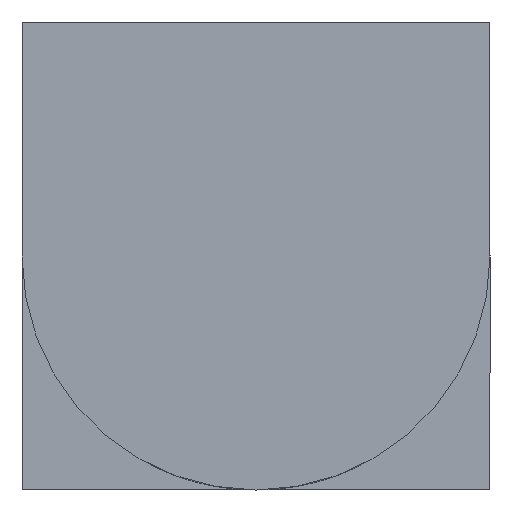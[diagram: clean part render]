
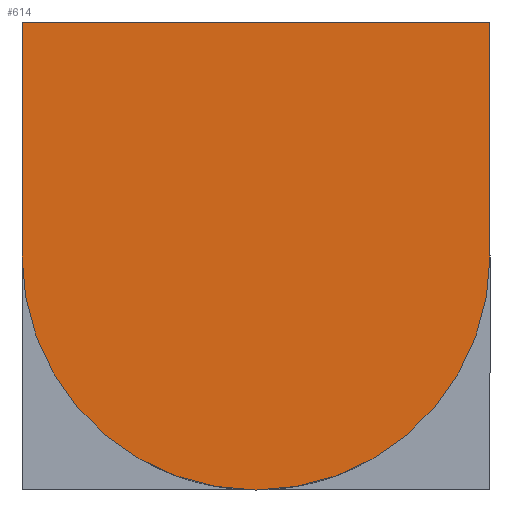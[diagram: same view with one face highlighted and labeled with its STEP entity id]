
A CAD part, front view. The second image highlights one B-rep face of the part: STEP entity #614.
In plain terms, the highlighted planar face has unit normal (0, -1, 0).
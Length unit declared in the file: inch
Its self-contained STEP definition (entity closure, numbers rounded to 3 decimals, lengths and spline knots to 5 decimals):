
#11 = DIRECTION ( 'NONE',  ( 0., 1., 0. ) ) ;
#20 = EDGE_CURVE ( 'NONE', #74, #486, #155, .T. ) ;
#46 = CARTESIAN_POINT ( 'NONE',  ( 0., -4.875, -0.125 ) ) ;
#69 = ORIENTED_EDGE ( 'NONE', *, *, #685, .F. ) ;
#74 = VERTEX_POINT ( 'NONE', #298 ) ;
#75 = DIRECTION ( 'NONE',  ( 0., 0., -1. ) ) ;
#96 = LINE ( 'NONE', #414, #725 ) ;
#108 = AXIS2_PLACEMENT_3D ( 'NONE', #455, #524, #150 ) ;
#124 = CARTESIAN_POINT ( 'NONE',  ( 0.125, -4.875, -0.125 ) ) ;
#132 = VECTOR ( 'NONE', #75, 39.37008 ) ;
#142 = CARTESIAN_POINT ( 'NONE',  ( 0.125, -4.875, 0. ) ) ;
#145 = VECTOR ( 'NONE', #749, 39.37008 ) ;
#146 = LINE ( 'NONE', #506, #145 ) ;
#150 = DIRECTION ( 'NONE',  ( 0., 0., -1. ) ) ;
#155 = CIRCLE ( 'NONE', #260, 0.125 ) ;
#192 = CARTESIAN_POINT ( 'NONE',  ( -0.125, -4.875, 0. ) ) ;
#212 = EDGE_CURVE ( 'NONE', #486, #465, #96, .T. ) ;
#214 = PLANE ( 'NONE',  #108 ) ;
#241 = VERTEX_POINT ( 'NONE', #707 ) ;
#250 = CIRCLE ( 'NONE', #452, 0.125 ) ;
#251 = CARTESIAN_POINT ( 'NONE',  ( 0., -4.875, -0.125 ) ) ;
#260 = AXIS2_PLACEMENT_3D ( 'NONE', #251, #11, #492 ) ;
#292 = VERTEX_POINT ( 'NONE', #124 ) ;
#298 = CARTESIAN_POINT ( 'NONE',  ( 0., -4.875, -0.25 ) ) ;
#328 = ORIENTED_EDGE ( 'NONE', *, *, #212, .F. ) ;
#381 = ORIENTED_EDGE ( 'NONE', *, *, #459, .F. ) ;
#404 = ORIENTED_EDGE ( 'NONE', *, *, #20, .F. ) ;
#414 = CARTESIAN_POINT ( 'NONE',  ( -0.125, -4.875, -0.125 ) ) ;
#452 = AXIS2_PLACEMENT_3D ( 'NONE', #46, #770, #712 ) ;
#455 = CARTESIAN_POINT ( 'NONE',  ( 0., -4.875, -0.125 ) ) ;
#459 = EDGE_CURVE ( 'NONE', #465, #241, #146, .T. ) ;
#465 = VERTEX_POINT ( 'NONE', #192 ) ;
#486 = VERTEX_POINT ( 'NONE', #494 ) ;
#492 = DIRECTION ( 'NONE',  ( 0., 0., -1. ) ) ;
#494 = CARTESIAN_POINT ( 'NONE',  ( -0.125, -4.875, -0.125 ) ) ;
#499 = EDGE_CURVE ( 'NONE', #241, #292, #744, .T. ) ;
#506 = CARTESIAN_POINT ( 'NONE',  ( -0.125, -4.875, 0. ) ) ;
#514 = FACE_OUTER_BOUND ( 'NONE', #566, .T. ) ;
#524 = DIRECTION ( 'NONE',  ( 0., -1., 0. ) ) ;
#566 = EDGE_LOOP ( 'NONE', ( #69, #570, #381, #328, #404 ) ) ;
#570 = ORIENTED_EDGE ( 'NONE', *, *, #499, .F. ) ;
#581 = DIRECTION ( 'NONE',  ( 0., 0., 1. ) ) ;
#614 = ADVANCED_FACE ( 'NONE', ( #514 ), #214, .T. ) ;
#685 = EDGE_CURVE ( 'NONE', #292, #74, #250, .T. ) ;
#707 = CARTESIAN_POINT ( 'NONE',  ( 0.125, -4.875, 0. ) ) ;
#712 = DIRECTION ( 'NONE',  ( 0., 0., -1. ) ) ;
#725 = VECTOR ( 'NONE', #581, 39.37008 ) ;
#744 = LINE ( 'NONE', #142, #132 ) ;
#749 = DIRECTION ( 'NONE',  ( 1., 0., 0. ) ) ;
#770 = DIRECTION ( 'NONE',  ( 0., 1., 0. ) ) ;
